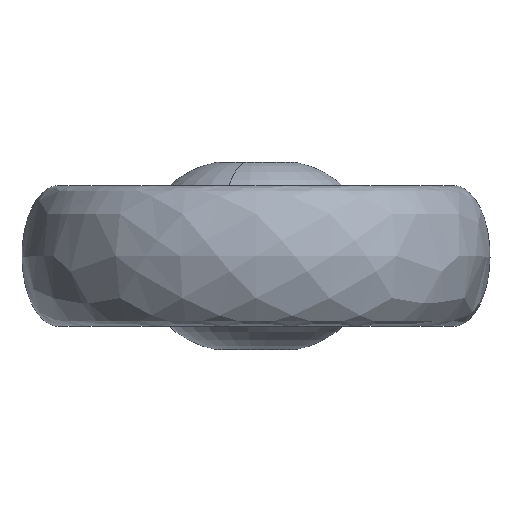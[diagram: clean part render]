
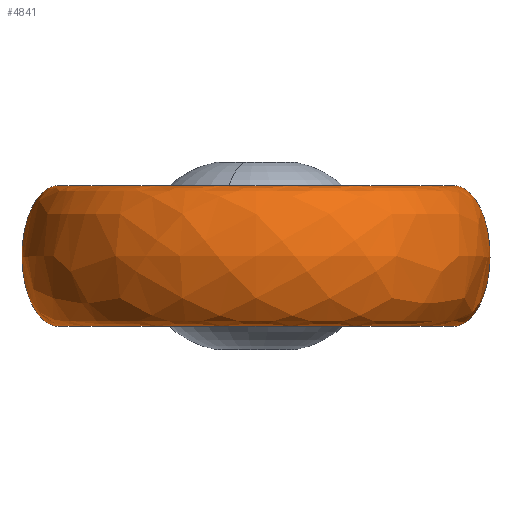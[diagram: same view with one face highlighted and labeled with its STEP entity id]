
A CAD part, left-side view. The second image highlights one B-rep face of the part: STEP entity #4841.
In plain terms, the highlighted free-form (B-spline) face has degree [3, 3] with [4, 4] control points.
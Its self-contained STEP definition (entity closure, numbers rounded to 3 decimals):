
#165 = CARTESIAN_POINT ( 'NONE',  ( 0., 53.75, 15. ) ) ;
#189 = CARTESIAN_POINT ( 'NONE',  ( 0., -46.25, 15. ) ) ;
#249 = CARTESIAN_POINT ( 'NONE',  ( 0., 38.25, -15. ) ) ;
#312 = AXIS2_PLACEMENT_3D ( 'NONE', #2542, #2821, #2452 ) ;
#351 = CARTESIAN_POINT ( 'NONE',  ( 0., -46.25, -15. ) ) ;
#431 = ORIENTED_EDGE ( 'NONE', *, *, #4320, .F. ) ;
#444 = VERTEX_POINT ( 'NONE', #4658 ) ;
#472 = CARTESIAN_POINT ( 'NONE',  ( 0., -46.25, 15. ) ) ;
#530 = CARTESIAN_POINT ( 'NONE',  ( -84.5, 38.25, 15. ) ) ;
#662 = CIRCLE ( 'NONE', #3445, 42.25 ) ;
#818 = EDGE_LOOP ( 'NONE', ( #4282, #1024, #988, #431 ) ) ;
#923 = EDGE_CURVE ( 'NONE', #1591, #4689, #662, .T. ) ;
#926 = CARTESIAN_POINT ( 'NONE',  ( -84.5, -46.25, 15. ) ) ;
#961 = CARTESIAN_POINT ( 'NONE',  ( 0., -4., 15. ) ) ;
#988 = ORIENTED_EDGE ( 'NONE', *, *, #3858, .T. ) ;
#999 = CARTESIAN_POINT ( 'NONE',  ( -84.5, -46.25, -15. ) ) ;
#1024 = ORIENTED_EDGE ( 'NONE', *, *, #923, .T. ) ;
#1050 = CARTESIAN_POINT ( 'NONE',  ( -84.5, 38.25, -15. ) ) ;
#1452 = CARTESIAN_POINT ( 'NONE',  ( 0., -46.25, 15. ) ) ;
#1591 = VERTEX_POINT ( 'NONE', #472 ) ;
#1685 = CARTESIAN_POINT ( 'NONE',  ( 0., -61.75, -15. ) ) ;
#2050 = CARTESIAN_POINT ( 'NONE',  ( 0., 38.25, 15. ) ) ;
#2078 = CARTESIAN_POINT ( 'NONE',  ( -115.5, 53.75, 15. ) ) ;
#2096 = CARTESIAN_POINT ( 'NONE',  ( -115.5, -61.75, 15. ) ) ;
#2109 = EDGE_CURVE ( 'NONE', #1591, #444, #2985, .T. ) ;
#2175 = CARTESIAN_POINT ( 'NONE',  ( 0., 38.25, -15. ) ) ;
#2211 = CARTESIAN_POINT ( 'NONE',  ( 0., 53.75, 15. ) ) ;
#2245 = CARTESIAN_POINT ( 'NONE',  ( 0., 38.25, 15. ) ) ;
#2251 = CARTESIAN_POINT ( 'NONE',  ( 0., -61.75, -15. ) ) ;
#2305 = CIRCLE ( 'NONE', #312, 42.25 ) ;
#2452 = DIRECTION ( 'NONE',  ( 0., 1., 0. ) ) ;
#2460 = CARTESIAN_POINT ( 'NONE',  ( -115.5, 53.75, -15. ) ) ;
#2471 = DIRECTION ( 'NONE',  ( 0., 0., -1. ) ) ;
#2494 = DIRECTION ( 'NONE',  ( 0., 1., 0. ) ) ;
#2542 = CARTESIAN_POINT ( 'NONE',  ( 0., -4., -15. ) ) ;
#2821 = DIRECTION ( 'NONE',  ( 0., 0., -1. ) ) ;
#2924 = CARTESIAN_POINT ( 'NONE',  ( 0., 38.25, -15. ) ) ;
#2985 =( BOUNDED_CURVE ( )  B_SPLINE_CURVE ( 3, ( #1452, #4516, #2251, #351 ),
 .UNSPECIFIED., .F., .F. ) 
 B_SPLINE_CURVE_WITH_KNOTS ( ( 4, 4 ),
 ( 0., 3.142 ),
 .UNSPECIFIED. ) 
 CURVE ( )  GEOMETRIC_REPRESENTATION_ITEM ( )  RATIONAL_B_SPLINE_CURVE ( ( 1., 0.333, 0.333, 1. ) ) 
 REPRESENTATION_ITEM ( '' )  );
#3445 = AXIS2_PLACEMENT_3D ( 'NONE', #961, #2471, #2494 ) ;
#3583 = CARTESIAN_POINT ( 'NONE',  ( 0., -61.75, 15. ) ) ;
#3634 = CARTESIAN_POINT ( 'NONE',  ( 0., -46.25, -15. ) ) ;
#3665 = CARTESIAN_POINT ( 'NONE',  ( 0., 38.25, 15. ) ) ;
#3858 = EDGE_CURVE ( 'NONE', #4689, #4574, #4028, .T. ) ;
#4028 =( BOUNDED_CURVE ( )  B_SPLINE_CURVE ( 3, ( #3665, #2211, #4108, #2924 ),
 .UNSPECIFIED., .F., .F. ) 
 B_SPLINE_CURVE_WITH_KNOTS ( ( 4, 4 ),
 ( 0., 3.142 ),
 .UNSPECIFIED. ) 
 CURVE ( )  GEOMETRIC_REPRESENTATION_ITEM ( )  RATIONAL_B_SPLINE_CURVE ( ( 1., 0.333, 0.333, 1. ) ) 
 REPRESENTATION_ITEM ( '' )  );
#4108 = CARTESIAN_POINT ( 'NONE',  ( 0., 53.75, -15. ) ) ;
#4194 =( BOUNDED_SURFACE ( )  B_SPLINE_SURFACE ( 3, 3, ( 
 ( #189, #926, #530, #2050 ),
 ( #3583, #2096, #2078, #165 ),
 ( #1685, #4760, #2460, #4389 ),
 ( #3634, #999, #1050, #2175 ) ),
 .UNSPECIFIED., .F., .F., .F. ) 
 B_SPLINE_SURFACE_WITH_KNOTS ( ( 4, 4 ),
 ( 4, 4 ),
 ( 0., 1. ),
 ( 0., 1. ),
 .UNSPECIFIED. ) 
 GEOMETRIC_REPRESENTATION_ITEM ( )  RATIONAL_B_SPLINE_SURFACE ( (
 ( 1., 0.333, 0.333, 1.),
 ( 0.333, 0.111, 0.111, 0.333),
 ( 0.333, 0.111, 0.111, 0.333),
 ( 1., 0.333, 0.333, 1.) ) ) 
 REPRESENTATION_ITEM ( '' )  SURFACE ( )  );
#4282 = ORIENTED_EDGE ( 'NONE', *, *, #2109, .F. ) ;
#4305 = FACE_OUTER_BOUND ( 'NONE', #818, .T. ) ;
#4320 = EDGE_CURVE ( 'NONE', #444, #4574, #2305, .T. ) ;
#4389 = CARTESIAN_POINT ( 'NONE',  ( 0., 53.75, -15. ) ) ;
#4516 = CARTESIAN_POINT ( 'NONE',  ( 0., -61.75, 15. ) ) ;
#4574 = VERTEX_POINT ( 'NONE', #249 ) ;
#4658 = CARTESIAN_POINT ( 'NONE',  ( 0., -46.25, -15. ) ) ;
#4689 = VERTEX_POINT ( 'NONE', #2245 ) ;
#4760 = CARTESIAN_POINT ( 'NONE',  ( -115.5, -61.75, -15. ) ) ;
#4841 = ADVANCED_FACE ( 'NONE', ( #4305 ), #4194, .F. ) ;
